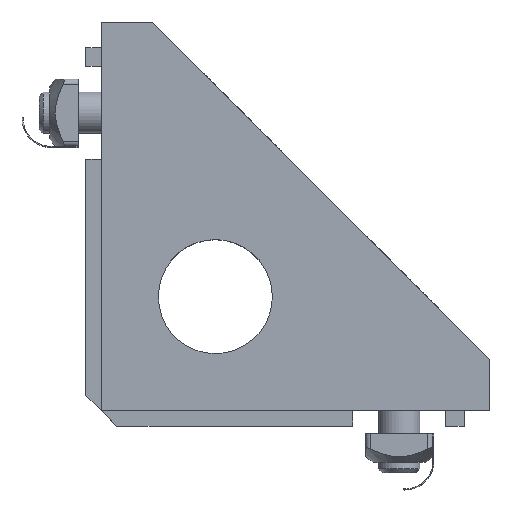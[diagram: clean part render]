
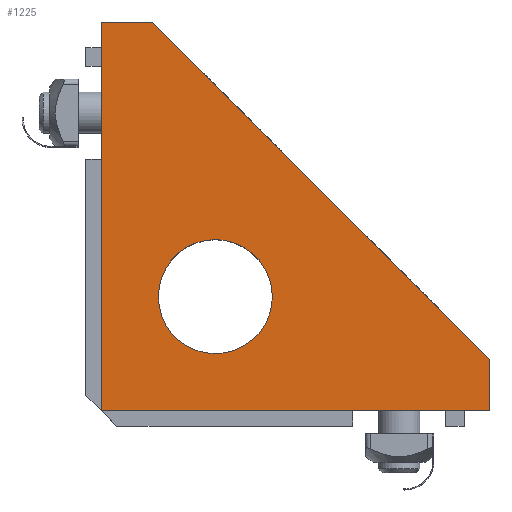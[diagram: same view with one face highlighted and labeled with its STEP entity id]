
A CAD part, top view. The second image highlights one B-rep face of the part: STEP entity #1225.
In plain terms, the highlighted planar face has unit normal (0, 0, 1).
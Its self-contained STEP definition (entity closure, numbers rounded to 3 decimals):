
#55=FACE_BOUND('',#278,.T.);
#92=CIRCLE('',#1395,11.);
#140=PLANE('',#1394);
#201=FACE_OUTER_BOUND('',#277,.T.);
#277=EDGE_LOOP('',(#1065,#1066,#1067,#1068,#1069));
#278=EDGE_LOOP('',(#1070));
#338=LINE('',#2000,#451);
#388=LINE('',#2120,#501);
#393=LINE('',#2127,#506);
#394=LINE('',#2131,#507);
#395=LINE('',#2132,#508);
#451=VECTOR('',#1541,10.);
#501=VECTOR('',#1655,10.);
#506=VECTOR('',#1662,10.);
#507=VECTOR('',#1667,10.);
#508=VECTOR('',#1668,10.);
#585=VERTEX_POINT('',#1997);
#586=VERTEX_POINT('',#1999);
#622=VERTEX_POINT('',#2116);
#624=VERTEX_POINT('',#2119);
#626=VERTEX_POINT('',#2130);
#627=VERTEX_POINT('',#2133);
#716=EDGE_CURVE('',#585,#586,#338,.T.);
#774=EDGE_CURVE('',#624,#622,#388,.T.);
#779=EDGE_CURVE('',#585,#624,#393,.T.);
#780=EDGE_CURVE('',#626,#622,#394,.T.);
#781=EDGE_CURVE('',#586,#626,#395,.T.);
#782=EDGE_CURVE('',#627,#627,#92,.T.);
#1065=ORIENTED_EDGE('',*,*,#779,.T.);
#1066=ORIENTED_EDGE('',*,*,#774,.T.);
#1067=ORIENTED_EDGE('',*,*,#780,.F.);
#1068=ORIENTED_EDGE('',*,*,#781,.F.);
#1069=ORIENTED_EDGE('',*,*,#716,.F.);
#1070=ORIENTED_EDGE('',*,*,#782,.T.);
#1225=ADVANCED_FACE('',(#201,#55),#140,.T.);
#1394=AXIS2_PLACEMENT_3D('',#2129,#1665,#1666);
#1395=AXIS2_PLACEMENT_3D('',#2134,#1669,#1670);
#1541=DIRECTION('',(1.,0.,0.));
#1655=DIRECTION('',(1.,0.,0.));
#1662=DIRECTION('',(0.,-1.,0.));
#1665=DIRECTION('center_axis',(0.,0.,1.));
#1666=DIRECTION('ref_axis',(1.,0.,0.));
#1667=DIRECTION('',(0.,-1.,0.));
#1668=DIRECTION('',(0.707,-0.707,0.));
#1669=DIRECTION('center_axis',(0.,0.,-1.));
#1670=DIRECTION('ref_axis',(-1.,0.,0.));
#1997=CARTESIAN_POINT('',(-22.,53.,9.));
#1999=CARTESIAN_POINT('',(-12.15,53.,9.));
#2000=CARTESIAN_POINT('',(-12.15,53.,9.));
#2116=CARTESIAN_POINT('',(53.,-22.,9.));
#2119=CARTESIAN_POINT('',(-22.,-22.,9.));
#2120=CARTESIAN_POINT('',(29.388,-22.,9.));
#2127=CARTESIAN_POINT('',(-22.,29.388,9.));
#2129=CARTESIAN_POINT('Origin',(5.777,5.777,9.));
#2130=CARTESIAN_POINT('',(53.,-12.15,9.));
#2131=CARTESIAN_POINT('',(53.,-25.,9.));
#2132=CARTESIAN_POINT('',(53.,-12.15,9.));
#2133=CARTESIAN_POINT('',(11.,0.,9.));
#2134=CARTESIAN_POINT('Origin',(0.,0.,9.));
